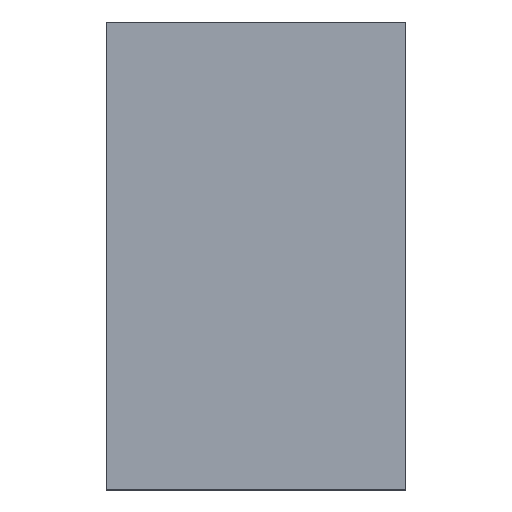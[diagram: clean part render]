
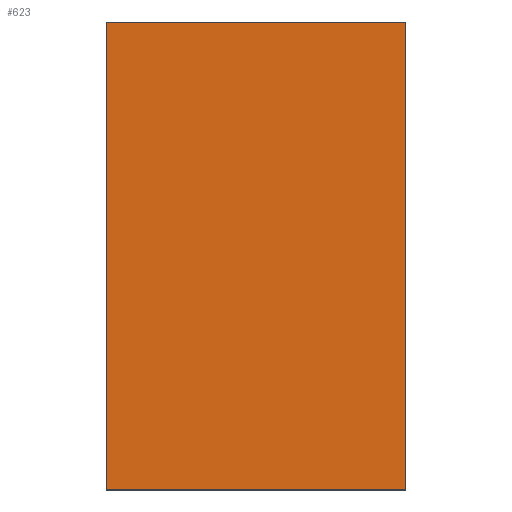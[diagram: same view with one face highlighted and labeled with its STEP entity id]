
A CAD part, left-side view. The second image highlights one B-rep face of the part: STEP entity #623.
In plain terms, the highlighted planar face has unit normal (-1, 0, 0).
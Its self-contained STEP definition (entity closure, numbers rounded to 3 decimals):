
#12 = CARTESIAN_POINT ( 'NONE',  ( -0.775, 0., -0.625 ) ) ;
#17 = DIRECTION ( 'NONE',  ( 0., 0., 1. ) ) ;
#30 = DIRECTION ( 'NONE',  ( 0., 0., -1. ) ) ;
#52 = LINE ( 'NONE', #793, #795 ) ;
#59 = AXIS2_PLACEMENT_3D ( 'NONE', #603, #98, #30 ) ;
#76 = VERTEX_POINT ( 'NONE', #270 ) ;
#98 = DIRECTION ( 'NONE',  ( 1., 0., 0. ) ) ;
#122 = VERTEX_POINT ( 'NONE', #678 ) ;
#154 = CARTESIAN_POINT ( 'NONE',  ( -0.775, 0.8, 0.625 ) ) ;
#207 = EDGE_CURVE ( 'NONE', #463, #122, #506, .T. ) ;
#225 = CARTESIAN_POINT ( 'NONE',  ( -0.775, 0.8, -0.625 ) ) ;
#230 = EDGE_CURVE ( 'NONE', #463, #708, #52, .T. ) ;
#233 = DIRECTION ( 'NONE',  ( 0., -1., 0. ) ) ;
#270 = CARTESIAN_POINT ( 'NONE',  ( -0.775, 0., 0.625 ) ) ;
#274 = PLANE ( 'NONE',  #59 ) ;
#276 = CARTESIAN_POINT ( 'NONE',  ( -0.775, 0., -0.625 ) ) ;
#282 = DIRECTION ( 'NONE',  ( 0., -1., 0. ) ) ;
#301 = EDGE_CURVE ( 'NONE', #708, #76, #731, .T. ) ;
#321 = VECTOR ( 'NONE', #282, 1000. ) ;
#322 = EDGE_CURVE ( 'NONE', #122, #76, #480, .T. ) ;
#384 = CARTESIAN_POINT ( 'NONE',  ( -0.775, 0.8, -0.625 ) ) ;
#461 = ORIENTED_EDGE ( 'NONE', *, *, #230, .T. ) ;
#463 = VERTEX_POINT ( 'NONE', #225 ) ;
#480 = LINE ( 'NONE', #154, #321 ) ;
#504 = ORIENTED_EDGE ( 'NONE', *, *, #301, .T. ) ;
#506 = LINE ( 'NONE', #384, #736 ) ;
#590 = FACE_OUTER_BOUND ( 'NONE', #619, .T. ) ;
#602 = DIRECTION ( 'NONE',  ( 0., 0., 1. ) ) ;
#603 = CARTESIAN_POINT ( 'NONE',  ( -0.775, 0.8, -0.625 ) ) ;
#619 = EDGE_LOOP ( 'NONE', ( #504, #672, #646, #461 ) ) ;
#623 = ADVANCED_FACE ( 'NONE', ( #590 ), #274, .F. ) ;
#646 = ORIENTED_EDGE ( 'NONE', *, *, #207, .F. ) ;
#672 = ORIENTED_EDGE ( 'NONE', *, *, #322, .F. ) ;
#674 = VECTOR ( 'NONE', #602, 1000. ) ;
#678 = CARTESIAN_POINT ( 'NONE',  ( -0.775, 0.8, 0.625 ) ) ;
#708 = VERTEX_POINT ( 'NONE', #12 ) ;
#731 = LINE ( 'NONE', #276, #674 ) ;
#736 = VECTOR ( 'NONE', #17, 1000. ) ;
#793 = CARTESIAN_POINT ( 'NONE',  ( -0.775, 0.8, -0.625 ) ) ;
#795 = VECTOR ( 'NONE', #233, 1000. ) ;
